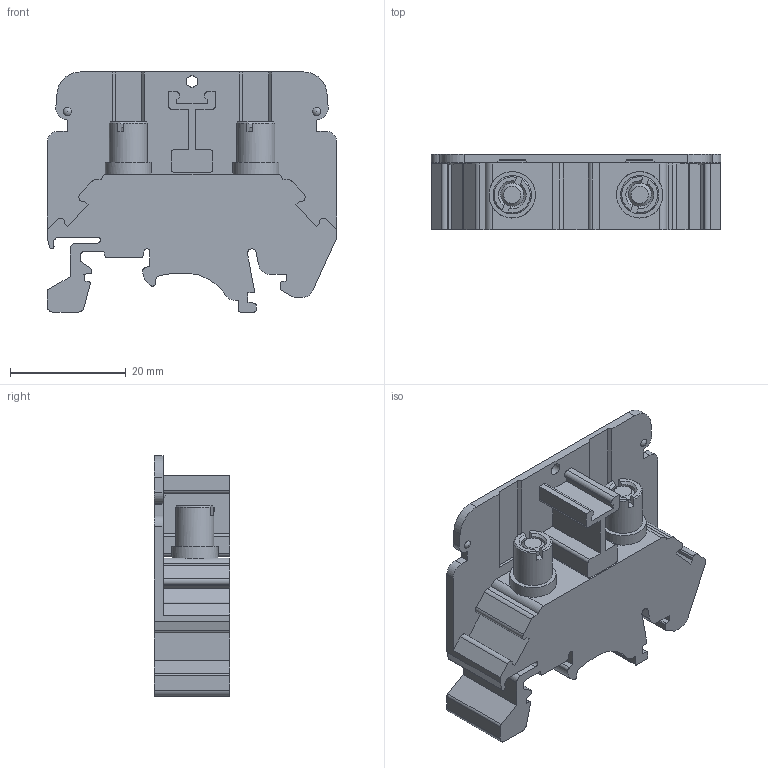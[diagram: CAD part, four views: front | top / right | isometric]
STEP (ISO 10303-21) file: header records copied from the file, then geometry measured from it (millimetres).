
FILE_DESCRIPTION(/* description */ ('Unknown'),/* implementation_level */ '2;1');
FILE_NAME(/* name */ 'KATM4_GY_3D',/* time_stamp */ '2019-09-14T12:20:16+06:00',/* author */ ('Unknown'),/* organization */ ('Unknown'),/* preprocessor_version */ 'ST-DEVELOPER v16.7',/* originating_system */ 'DEX',/* authorisation */ $);
FILE_SCHEMA (('AUTOMOTIVE_DESIGN {1 0 10303 214 3 1 1}'));
Length unit declared in the file: millimetre
Products named in the file (1): KATM4
Bounding box: 50 x 13 x 41.4 mm (x, y, z)
Volume: 12534.9 mm3; surface area: 7325.6 mm2
Topology: 1 solids, 3 shells, 208 faces, 595 edges, 394 vertices
Faces by surface type: plane 131, cylinder 63, cone 12, sphere 2
Full cylindrical faces by diameter (mm): 2 x1, 4 x2, 6.6 x2, 8 x2
Entity records: 8098 total; most frequent: CARTESIAN_POINT 1205, ORIENTED_EDGE 1136, DIRECTION 1118, EDGE_CURVE 568, LINE 404, VECTOR 404, VERTEX_POINT 380, AXIS2_PLACEMENT_3D 357
